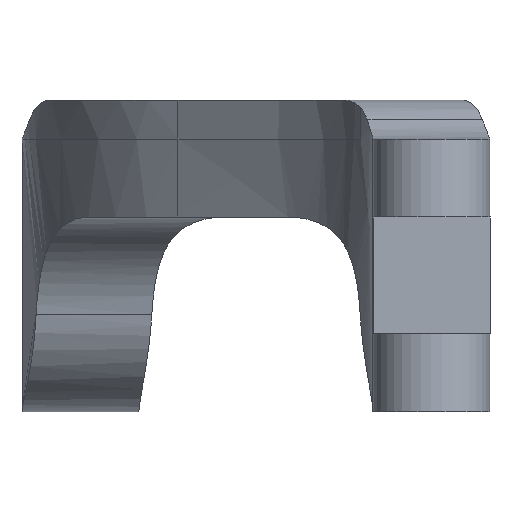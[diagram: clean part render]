
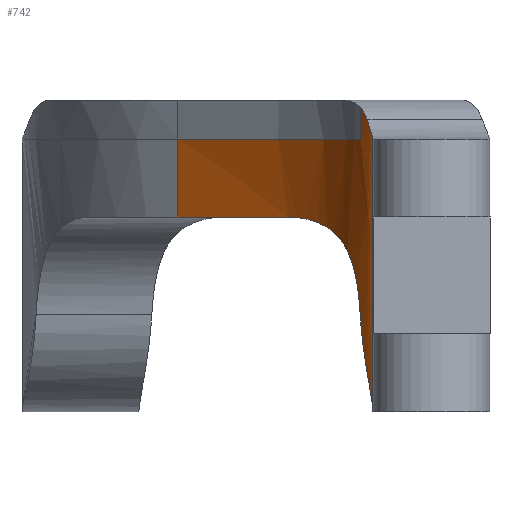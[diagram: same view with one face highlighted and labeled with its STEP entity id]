
A CAD part, front view. The second image highlights one B-rep face of the part: STEP entity #742.
In plain terms, the highlighted free-form (B-spline) face has degree [2, 1] with [5, 2] control points.
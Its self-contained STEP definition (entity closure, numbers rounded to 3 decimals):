
#39=(
BOUNDED_CURVE()
B_SPLINE_CURVE(2,(#1056,#1057,#1058),.UNSPECIFIED.,.F.,.F.)
B_SPLINE_CURVE_WITH_KNOTS((3,3),(-0.004,0.),.UNSPECIFIED.)
CURVE()
GEOMETRIC_REPRESENTATION_ITEM()
RATIONAL_B_SPLINE_CURVE((1.001,1.,1.))
REPRESENTATION_ITEM('')
);
#40=(
BOUNDED_CURVE()
B_SPLINE_CURVE(2,(#1074,#1075,#1076),.UNSPECIFIED.,.F.,.F.)
B_SPLINE_CURVE_WITH_KNOTS((3,3),(-4.89,-1.345),
 .UNSPECIFIED.)
CURVE()
GEOMETRIC_REPRESENTATION_ITEM()
RATIONAL_B_SPLINE_CURVE((1.,1.362,1.199))
REPRESENTATION_ITEM('')
);
#53=(
BOUNDED_SURFACE()
B_SPLINE_SURFACE(2,1,((#1043,#1044),(#1045,#1046),(#1047,#1048),(#1049,
#1050),(#1051,#1052)),.UNSPECIFIED.,.F.,.F.,.F.)
B_SPLINE_SURFACE_WITH_KNOTS((3,2,3),(2,2),(-4.89,0.,2.437),
(0.,7.088),.UNSPECIFIED.)
GEOMETRIC_REPRESENTATION_ITEM()
RATIONAL_B_SPLINE_SURFACE(((1.,1.),(1.5,1.5),(1.,1.),(1.,1.),(1.,1.)))
REPRESENTATION_ITEM('')
SURFACE()
);
#62=FACE_OUTER_BOUND('',#102,.T.);
#102=EDGE_LOOP('',(#503,#504,#505,#506,#507,#508,#509,#510,#511,#512));
#171=LINE('',#1054,#229);
#172=LINE('',#1072,#230);
#173=LINE('',#1078,#231);
#229=VECTOR('',#857,10.);
#230=VECTOR('',#858,10.);
#231=VECTOR('',#859,10.);
#285=B_SPLINE_CURVE_WITH_KNOTS('',3,(#1015,#1016,#1017,#1018,#1019,#1020,
#1021,#1022,#1023,#1024),.UNSPECIFIED.,.F.,.F.,(4,2,2,2,4),(-1.91,
-1.581,-1.187,-0.593,0.),
 .UNSPECIFIED.);
#287=B_SPLINE_CURVE_WITH_KNOTS('',3,(#1060,#1061,#1062,#1063,#1064,#1065),
 .UNSPECIFIED.,.F.,.F.,(4,2,4),(-0.968,-0.69,0.),
 .UNSPECIFIED.);
#288=B_SPLINE_CURVE_WITH_KNOTS('',3,(#1067,#1068,#1069,#1070),
 .UNSPECIFIED.,.F.,.F.,(4,4),(0.65,1.026),
 .UNSPECIFIED.);
#289=B_SPLINE_CURVE_WITH_KNOTS('',3,(#1080,#1081,#1082,#1083,#1084,#1085,
#1086,#1087,#1088,#1089,#1090,#1091,#1092,#1093,#1094,#1095,#1096,#1097,
#1098,#1099,#1100,#1101,#1102,#1103,#1104,#1105,#1106,#1107,#1108,#1109,
#1110,#1111,#1112,#1113,#1114,#1115,#1116,#1117,#1118,#1119,#1120,#1121,
#1122,#1123,#1124,#1125,#1126,#1127,#1128),.UNSPECIFIED.,.F.,.F.,(4,3,3,
3,3,3,3,3,3,3,3,3,3,3,3,3,4),(-2.892,-2.833,-2.773,
-2.711,-2.646,-2.58,-2.512,
-2.442,-2.37,-2.296,-2.22,
-2.141,-2.06,-1.973,-1.887,
-1.798,-1.713),.UNSPECIFIED.);
#290=B_SPLINE_CURVE_WITH_KNOTS('',3,(#1129,#1130,#1131,#1132,#1133,#1134,
#1135,#1136,#1137,#1138),.UNSPECIFIED.,.F.,.F.,(4,2,2,2,4),(-2.585,
-2.064,-1.47,-0.819,0.),
 .UNSPECIFIED.);
#307=VERTEX_POINT('',#1013);
#308=VERTEX_POINT('',#1014);
#313=VERTEX_POINT('',#1053);
#314=VERTEX_POINT('',#1055);
#315=VERTEX_POINT('',#1059);
#316=VERTEX_POINT('',#1066);
#317=VERTEX_POINT('',#1071);
#318=VERTEX_POINT('',#1073);
#319=VERTEX_POINT('',#1077);
#320=VERTEX_POINT('',#1079);
#383=EDGE_CURVE('',#307,#308,#285,.T.);
#389=EDGE_CURVE('',#307,#313,#171,.T.);
#390=EDGE_CURVE('',#314,#313,#39,.T.);
#391=EDGE_CURVE('',#315,#314,#287,.T.);
#392=EDGE_CURVE('',#316,#315,#288,.T.);
#393=EDGE_CURVE('',#317,#316,#172,.T.);
#394=EDGE_CURVE('',#318,#317,#40,.T.);
#395=EDGE_CURVE('',#319,#318,#173,.T.);
#396=EDGE_CURVE('',#319,#320,#289,.T.);
#397=EDGE_CURVE('',#308,#320,#290,.T.);
#503=ORIENTED_EDGE('',*,*,#383,.F.);
#504=ORIENTED_EDGE('',*,*,#389,.T.);
#505=ORIENTED_EDGE('',*,*,#390,.F.);
#506=ORIENTED_EDGE('',*,*,#391,.F.);
#507=ORIENTED_EDGE('',*,*,#392,.F.);
#508=ORIENTED_EDGE('',*,*,#393,.F.);
#509=ORIENTED_EDGE('',*,*,#394,.F.);
#510=ORIENTED_EDGE('',*,*,#395,.F.);
#511=ORIENTED_EDGE('',*,*,#396,.T.);
#512=ORIENTED_EDGE('',*,*,#397,.F.);
#742=ADVANCED_FACE('',(#62),#53,.T.);
#857=DIRECTION('',(0.,0.,1.));
#858=DIRECTION('',(0.,0.,1.));
#859=DIRECTION('',(0.,0.,1.));
#1013=CARTESIAN_POINT('',(45.,20.,0.145));
#1014=CARTESIAN_POINT('',(43.359,32.71,12.5));
#1015=CARTESIAN_POINT('Ctrl Pts',(45.,20.,0.145));
#1016=CARTESIAN_POINT('Ctrl Pts',(45.,21.087,0.297));
#1017=CARTESIAN_POINT('Ctrl Pts',(44.975,22.152,0.568));
#1018=CARTESIAN_POINT('Ctrl Pts',(44.861,24.407,1.412));
#1019=CARTESIAN_POINT('Ctrl Pts',(44.76,25.567,2.03));
#1020=CARTESIAN_POINT('Ctrl Pts',(44.432,28.235,3.933));
#1021=CARTESIAN_POINT('Ctrl Pts',(44.167,29.595,5.381));
#1022=CARTESIAN_POINT('Ctrl Pts',(43.677,31.674,8.703));
#1023=CARTESIAN_POINT('Ctrl Pts',(43.46,32.381,10.555));
#1024=CARTESIAN_POINT('Ctrl Pts',(43.359,32.71,12.5));
#1043=CARTESIAN_POINT('Ctrl Pts',(20.,60.,0.));
#1044=CARTESIAN_POINT('Ctrl Pts',(20.,60.,70.88));
#1045=CARTESIAN_POINT('Ctrl Pts',(45.,40.,0.));
#1046=CARTESIAN_POINT('Ctrl Pts',(45.,40.,70.88));
#1047=CARTESIAN_POINT('Ctrl Pts',(45.,20.,0.));
#1048=CARTESIAN_POINT('Ctrl Pts',(45.,20.,70.88));
#1049=CARTESIAN_POINT('Ctrl Pts',(45.,5.052,0.));
#1050=CARTESIAN_POINT('Ctrl Pts',(45.,5.052,70.88));
#1051=CARTESIAN_POINT('Ctrl Pts',(45.,-9.896,0.));
#1052=CARTESIAN_POINT('Ctrl Pts',(45.,-9.896,70.88));
#1053=CARTESIAN_POINT('',(45.,20.,35.));
#1054=CARTESIAN_POINT('',(45.,20.,0.));
#1055=CARTESIAN_POINT('',(45.,20.05,35.));
#1056=CARTESIAN_POINT('Ctrl Pts',(45.,20.05,35.));
#1057=CARTESIAN_POINT('Ctrl Pts',(45.,20.025,35.));
#1058=CARTESIAN_POINT('Ctrl Pts',(45.,20.,35.));
#1059=CARTESIAN_POINT('',(44.228,29.202,37.5));
#1060=CARTESIAN_POINT('Ctrl Pts',(44.228,29.202,37.5));
#1061=CARTESIAN_POINT('Ctrl Pts',(44.378,28.418,37.037));
#1062=CARTESIAN_POINT('Ctrl Pts',(44.508,27.595,36.632));
#1063=CARTESIAN_POINT('Ctrl Pts',(44.883,24.617,35.439));
#1064=CARTESIAN_POINT('Ctrl Pts',(44.998,22.349,35.));
#1065=CARTESIAN_POINT('Ctrl Pts',(45.,20.05,35.));
#1066=CARTESIAN_POINT('',(43.422,32.5,39.022));
#1067=CARTESIAN_POINT('Ctrl Pts',(43.422,32.5,39.022));
#1068=CARTESIAN_POINT('Ctrl Pts',(43.762,31.372,38.634));
#1069=CARTESIAN_POINT('Ctrl Pts',(44.024,30.266,38.128));
#1070=CARTESIAN_POINT('Ctrl Pts',(44.228,29.202,37.5));
#1071=CARTESIAN_POINT('',(43.422,32.5,35.));
#1072=CARTESIAN_POINT('',(43.422,32.5,0.));
#1073=CARTESIAN_POINT('',(20.,60.,35.));
#1074=CARTESIAN_POINT('Ctrl Pts',(20.,60.,35.));
#1075=CARTESIAN_POINT('Ctrl Pts',(39.952,44.038,35.));
#1076=CARTESIAN_POINT('Ctrl Pts',(43.422,32.5,35.));
#1077=CARTESIAN_POINT('',(20.,60.,25.));
#1078=CARTESIAN_POINT('',(20.,60.,0.));
#1079=CARTESIAN_POINT('',(34.047,47.5,25.));
#1080=CARTESIAN_POINT('Ctrl Pts',(20.,60.,25.));
#1081=CARTESIAN_POINT('Ctrl Pts',(20.343,59.725,25.));
#1082=CARTESIAN_POINT('Ctrl Pts',(20.679,59.456,25.));
#1083=CARTESIAN_POINT('Ctrl Pts',(21.007,59.191,25.));
#1084=CARTESIAN_POINT('Ctrl Pts',(21.344,58.919,25.));
#1085=CARTESIAN_POINT('Ctrl Pts',(21.673,58.652,25.));
#1086=CARTESIAN_POINT('Ctrl Pts',(21.995,58.389,25.));
#1087=CARTESIAN_POINT('Ctrl Pts',(22.325,58.12,25.));
#1088=CARTESIAN_POINT('Ctrl Pts',(22.648,57.855,25.));
#1089=CARTESIAN_POINT('Ctrl Pts',(22.964,57.595,25.));
#1090=CARTESIAN_POINT('Ctrl Pts',(23.292,57.324,25.));
#1091=CARTESIAN_POINT('Ctrl Pts',(23.613,57.058,25.));
#1092=CARTESIAN_POINT('Ctrl Pts',(23.927,56.796,25.));
#1093=CARTESIAN_POINT('Ctrl Pts',(24.248,56.528,25.));
#1094=CARTESIAN_POINT('Ctrl Pts',(24.562,56.264,25.));
#1095=CARTESIAN_POINT('Ctrl Pts',(24.869,56.005,25.));
#1096=CARTESIAN_POINT('Ctrl Pts',(25.184,55.739,25.));
#1097=CARTESIAN_POINT('Ctrl Pts',(25.492,55.477,25.));
#1098=CARTESIAN_POINT('Ctrl Pts',(25.793,55.22,25.));
#1099=CARTESIAN_POINT('Ctrl Pts',(26.101,54.956,25.));
#1100=CARTESIAN_POINT('Ctrl Pts',(26.402,54.697,25.));
#1101=CARTESIAN_POINT('Ctrl Pts',(26.696,54.441,25.));
#1102=CARTESIAN_POINT('Ctrl Pts',(26.998,54.179,25.));
#1103=CARTESIAN_POINT('Ctrl Pts',(27.293,53.921,25.));
#1104=CARTESIAN_POINT('Ctrl Pts',(27.581,53.667,25.));
#1105=CARTESIAN_POINT('Ctrl Pts',(27.876,53.407,25.));
#1106=CARTESIAN_POINT('Ctrl Pts',(28.165,53.15,25.));
#1107=CARTESIAN_POINT('Ctrl Pts',(28.446,52.898,25.));
#1108=CARTESIAN_POINT('Ctrl Pts',(28.74,52.635,25.));
#1109=CARTESIAN_POINT('Ctrl Pts',(29.026,52.376,25.));
#1110=CARTESIAN_POINT('Ctrl Pts',(29.305,52.122,25.));
#1111=CARTESIAN_POINT('Ctrl Pts',(29.591,51.86,25.));
#1112=CARTESIAN_POINT('Ctrl Pts',(29.87,51.603,25.));
#1113=CARTESIAN_POINT('Ctrl Pts',(30.142,51.349,25.));
#1114=CARTESIAN_POINT('Ctrl Pts',(30.422,51.089,25.));
#1115=CARTESIAN_POINT('Ctrl Pts',(30.694,50.833,25.));
#1116=CARTESIAN_POINT('Ctrl Pts',(30.96,50.581,25.));
#1117=CARTESIAN_POINT('Ctrl Pts',(31.245,50.309,25.));
#1118=CARTESIAN_POINT('Ctrl Pts',(31.523,50.042,25.));
#1119=CARTESIAN_POINT('Ctrl Pts',(31.793,49.779,25.));
#1120=CARTESIAN_POINT('Ctrl Pts',(32.062,49.517,25.));
#1121=CARTESIAN_POINT('Ctrl Pts',(32.323,49.26,25.));
#1122=CARTESIAN_POINT('Ctrl Pts',(32.578,49.005,25.));
#1123=CARTESIAN_POINT('Ctrl Pts',(32.843,48.741,25.));
#1124=CARTESIAN_POINT('Ctrl Pts',(33.101,48.48,25.));
#1125=CARTESIAN_POINT('Ctrl Pts',(33.352,48.223,25.));
#1126=CARTESIAN_POINT('Ctrl Pts',(33.59,47.979,25.));
#1127=CARTESIAN_POINT('Ctrl Pts',(33.821,47.738,25.));
#1128=CARTESIAN_POINT('Ctrl Pts',(34.047,47.5,25.));
#1129=CARTESIAN_POINT('Ctrl Pts',(43.359,32.71,12.5));
#1130=CARTESIAN_POINT('Ctrl Pts',(43.283,32.955,13.951));
#1131=CARTESIAN_POINT('Ctrl Pts',(43.141,33.413,15.355));
#1132=CARTESIAN_POINT('Ctrl Pts',(42.641,34.799,18.151));
#1133=CARTESIAN_POINT('Ctrl Pts',(42.26,35.766,19.48));
#1134=CARTESIAN_POINT('Ctrl Pts',(41.121,38.132,21.845));
#1135=CARTESIAN_POINT('Ctrl Pts',(40.308,39.607,22.888));
#1136=CARTESIAN_POINT('Ctrl Pts',(37.714,43.394,24.612));
#1137=CARTESIAN_POINT('Ctrl Pts',(35.927,45.52,25.));
#1138=CARTESIAN_POINT('Ctrl Pts',(34.047,47.5,25.));
